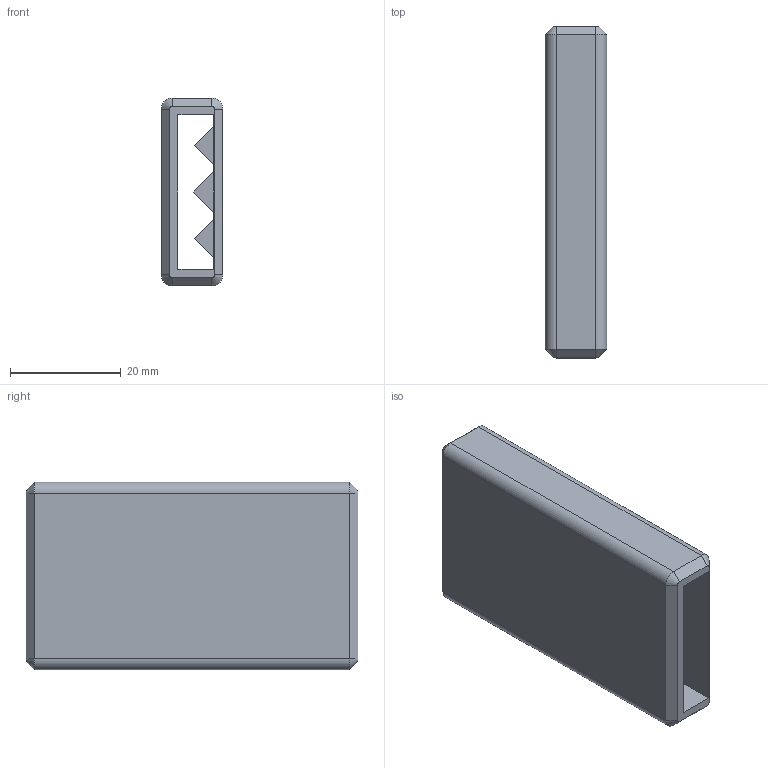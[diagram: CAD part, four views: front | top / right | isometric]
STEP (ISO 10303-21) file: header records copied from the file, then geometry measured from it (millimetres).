
FILE_DESCRIPTION(/* description */ (''),/* implementation_level */ '2;1');
FILE_NAME(/* name */ 'Laundry Basket Fix v2.step',/* time_stamp */ '2024-09-12T15:12:12-07:00',/* author */ (''),/* organization */ (''),/* preprocessor_version */ 'ST-DEVELOPER v20',/* originating_system */ 'Autodesk Translation Framework v13.14.0.145',/* authorisation */ '');
FILE_SCHEMA (('AUTOMOTIVE_DESIGN { 1 0 10303 214 3 1 1 }'));
Length unit declared in the file: millimetre
Products named in the file (1): Laundry Basket Fix
Bounding box: 11.1 x 60 x 34 mm (x, y, z)
Volume: 12454.7 mm3; surface area: 9910 mm2
Topology: 1 solids, 1 shells, 39 faces, 95 edges, 58 vertices
Faces by surface type: plane 27, cone 8, cylinder 4
Entity records: 1154 total; most frequent: CARTESIAN_POINT 193, DIRECTION 191, ORIENTED_EDGE 190, EDGE_CURVE 95, LINE 79, VECTOR 79, VERTEX_POINT 58, AXIS2_PLACEMENT_3D 56
